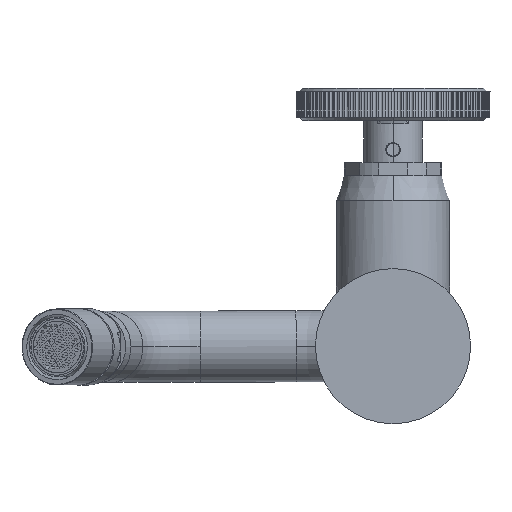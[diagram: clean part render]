
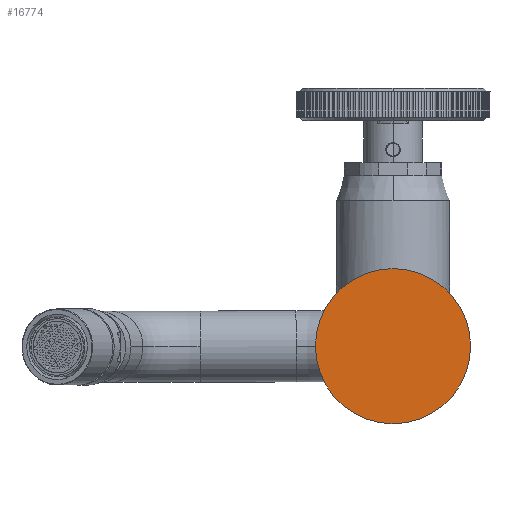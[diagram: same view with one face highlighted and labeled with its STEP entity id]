
A CAD part, front view. The second image highlights one B-rep face of the part: STEP entity #16774.
In plain terms, the highlighted planar face has unit normal (0, -1, 0).
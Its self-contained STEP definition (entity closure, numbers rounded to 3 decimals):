
#4347 = VERTEX_POINT ( 'NONE', #13950 ) ;
#7477 = AXIS2_PLACEMENT_3D ( 'NONE', #24469, #12750, #15810 ) ;
#9319 = AXIS2_PLACEMENT_3D ( 'NONE', #10714, #19731, #28371 ) ;
#9392 = AXIS2_PLACEMENT_3D ( 'NONE', #19964, #28494, #28750 ) ;
#10714 = CARTESIAN_POINT ( 'NONE',  ( -0.7, -4.089, 48. ) ) ;
#10990 = FACE_OUTER_BOUND ( 'NONE', #34083, .T. ) ;
#12750 = DIRECTION ( 'NONE',  ( 0., 1., 0. ) ) ;
#13950 = CARTESIAN_POINT ( 'NONE',  ( -0.7, -4.089, 72. ) ) ;
#15309 = CIRCLE ( 'NONE', #9319, 24. ) ;
#15368 = ORIENTED_EDGE ( 'NONE', *, *, #31125, .F. ) ;
#15810 = DIRECTION ( 'NONE',  ( 0., 0., 1. ) ) ;
#16774 = ADVANCED_FACE ( 'NONE', ( #10990 ), #31408, .F. ) ;
#19731 = DIRECTION ( 'NONE',  ( 0., 1., 0. ) ) ;
#19964 = CARTESIAN_POINT ( 'NONE',  ( -0.7, -4.089, 48. ) ) ;
#23273 = VERTEX_POINT ( 'NONE', #27455 ) ;
#24469 = CARTESIAN_POINT ( 'NONE',  ( -0.7, -4.089, 48. ) ) ;
#27455 = CARTESIAN_POINT ( 'NONE',  ( -0.7, -4.089, 24. ) ) ;
#28371 = DIRECTION ( 'NONE',  ( 0., 0., 1. ) ) ;
#28494 = DIRECTION ( 'NONE',  ( 0., 1., 0. ) ) ;
#28750 = DIRECTION ( 'NONE',  ( 1., 0., 0. ) ) ;
#31125 = EDGE_CURVE ( 'NONE', #23273, #4347, #15309, .T. ) ;
#31408 = PLANE ( 'NONE',  #9392 ) ;
#31554 = CIRCLE ( 'NONE', #7477, 24. ) ;
#34083 = EDGE_LOOP ( 'NONE', ( #15368, #34735 ) ) ;
#34104 = EDGE_CURVE ( 'NONE', #4347, #23273, #31554, .T. ) ;
#34735 = ORIENTED_EDGE ( 'NONE', *, *, #34104, .F. ) ;
